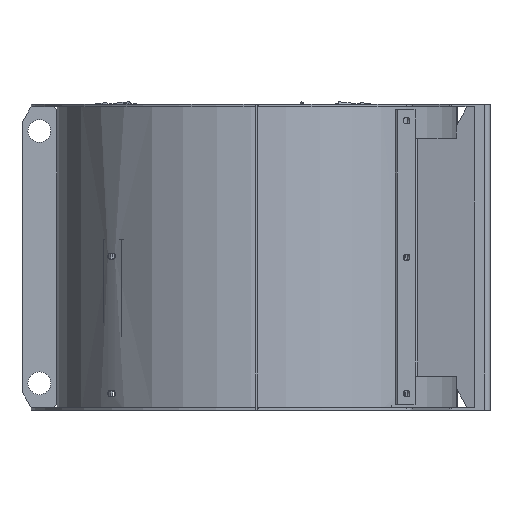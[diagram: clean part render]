
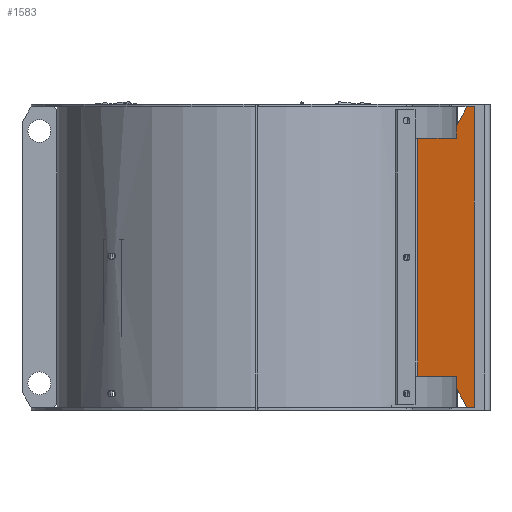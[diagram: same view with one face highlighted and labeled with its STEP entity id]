
A CAD part, left-side view. The second image highlights one B-rep face of the part: STEP entity #1583.
In plain terms, the highlighted planar face has unit normal (-0.977, 0.212, 0).
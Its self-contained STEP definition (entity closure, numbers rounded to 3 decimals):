
#1583=ADVANCED_FACE('',(#9898),#9900,.T.);
#9898=FACE_BOUND('',#9899,.T.);
#9899=EDGE_LOOP('',(#17410,#17411,#17412,#17413,#17414,#17415,#17416,#17417,#17418,
#17419));
#9900=PLANE('',#9901);
#9901=AXIS2_PLACEMENT_3D('',#9902,#9903,#9904);
#9902=CARTESIAN_POINT('',(-217.621,-335.516,481.));
#9903=DIRECTION('',(-0.977,0.212,0.));
#9904=DIRECTION('',(-0.212,-0.977,0.));
#17410=ORIENTED_EDGE('',*,*,#21991,.F.);
#17411=ORIENTED_EDGE('',*,*,#22364,.F.);
#17412=ORIENTED_EDGE('',*,*,#22365,.T.);
#17413=ORIENTED_EDGE('',*,*,#22366,.T.);
#17414=ORIENTED_EDGE('',*,*,#22367,.F.);
#17415=ORIENTED_EDGE('',*,*,#22368,.T.);
#17416=ORIENTED_EDGE('',*,*,#22369,.T.);
#17417=ORIENTED_EDGE('',*,*,#22370,.F.);
#17418=ORIENTED_EDGE('',*,*,#21975,.F.);
#17419=ORIENTED_EDGE('',*,*,#22363,.T.);
#21975=EDGE_CURVE('',#24994,#24996,#24997,.T.);
#21991=EDGE_CURVE('',#25022,#25024,#25025,.F.);
#22363=EDGE_CURVE('',#24994,#25024,#25703,.T.);
#22364=EDGE_CURVE('',#25704,#25022,#25705,.F.);
#22365=EDGE_CURVE('',#25704,#25706,#25707,.F.);
#22366=EDGE_CURVE('',#25706,#25708,#25709,.T.);
#22367=EDGE_CURVE('',#25710,#25708,#25711,.T.);
#22368=EDGE_CURVE('',#25710,#25712,#25713,.F.);
#22369=EDGE_CURVE('',#25712,#25714,#25715,.T.);
#22370=EDGE_CURVE('',#24996,#25714,#25716,.F.);
#24994=VERTEX_POINT('',#30288);
#24996=VERTEX_POINT('',#30293);
#24997=LINE('',#30294,#30295);
#25022=VERTEX_POINT('',#30353);
#25024=VERTEX_POINT('',#30357);
#25025=LINE('',#30358,#30359);
#25703=LINE('',#31876,#31877);
#25704=VERTEX_POINT('',#31879);
#25705=LINE('',#31880,#31881);
#25706=VERTEX_POINT('',#31883);
#25707=LINE('',#31884,#31885);
#25708=VERTEX_POINT('',#31887);
#25709=LINE('',#31888,#31889);
#25710=VERTEX_POINT('',#31891);
#25711=LINE('',#31892,#31893);
#25712=VERTEX_POINT('',#31895);
#25713=LINE('',#31896,#31897);
#25714=VERTEX_POINT('',#31899);
#25715=LINE('',#31900,#31901);
#25716=LINE('',#31903,#31904);
#30288=CARTESIAN_POINT('',(-223.564,-362.85,4.));
#30293=CARTESIAN_POINT('',(-217.257,-333.838,4.));
#30294=CARTESIAN_POINT('',(-223.564,-362.85,4.));
#30295=VECTOR('',#30296,1.);
#30296=DIRECTION('',(0.212,0.977,0.));
#30353=CARTESIAN_POINT('',(-217.257,-333.838,481.));
#30357=CARTESIAN_POINT('',(-223.564,-362.85,481.));
#30358=CARTESIAN_POINT('',(-223.564,-362.85,481.));
#30359=VECTOR('',#30360,1.);
#30360=DIRECTION('',(0.212,0.977,0.));
#31876=CARTESIAN_POINT('',(-223.564,-362.85,4.));
#31877=VECTOR('',#31878,1.);
#31878=DIRECTION('',(0.,0.,1.));
#31879=CARTESIAN_POINT('',(-213.552,-316.797,451.));
#31880=CARTESIAN_POINT('',(-217.257,-333.838,481.));
#31881=VECTOR('',#31882,1.);
#31882=DIRECTION('',(0.107,0.491,-0.865));
#31883=CARTESIAN_POINT('',(-213.552,-316.797,431.));
#31884=CARTESIAN_POINT('',(-213.552,-316.797,431.));
#31885=VECTOR('',#31886,1.);
#31886=DIRECTION('',(0.,0.,1.));
#31887=CARTESIAN_POINT('',(-200.131,-255.069,431.));
#31888=CARTESIAN_POINT('',(-213.552,-316.797,431.));
#31889=VECTOR('',#31890,1.);
#31890=DIRECTION('',(0.212,0.977,0.));
#31891=CARTESIAN_POINT('',(-200.131,-255.069,54.));
#31892=CARTESIAN_POINT('',(-200.131,-255.069,54.));
#31893=VECTOR('',#31894,1.);
#31894=DIRECTION('',(0.,0.,1.));
#31895=CARTESIAN_POINT('',(-213.552,-316.797,54.));
#31896=CARTESIAN_POINT('',(-213.552,-316.797,54.));
#31897=VECTOR('',#31898,1.);
#31898=DIRECTION('',(0.212,0.977,0.));
#31899=CARTESIAN_POINT('',(-213.552,-316.797,34.));
#31900=CARTESIAN_POINT('',(-213.552,-316.797,54.));
#31901=VECTOR('',#31902,1.);
#31902=DIRECTION('',(0.,0.,-1.));
#31903=CARTESIAN_POINT('',(-213.552,-316.797,34.));
#31904=VECTOR('',#31905,1.);
#31905=DIRECTION('',(-0.107,-0.491,-0.865));
